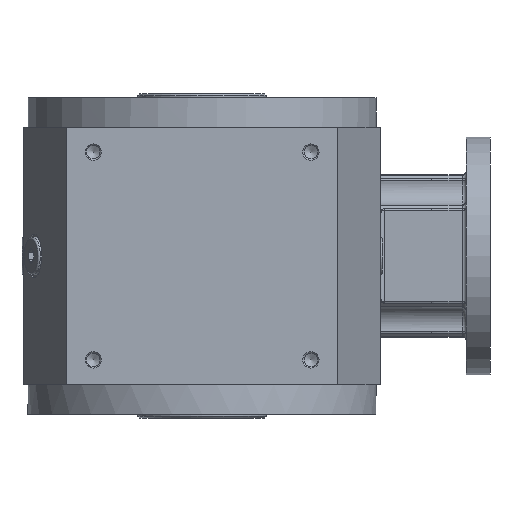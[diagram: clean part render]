
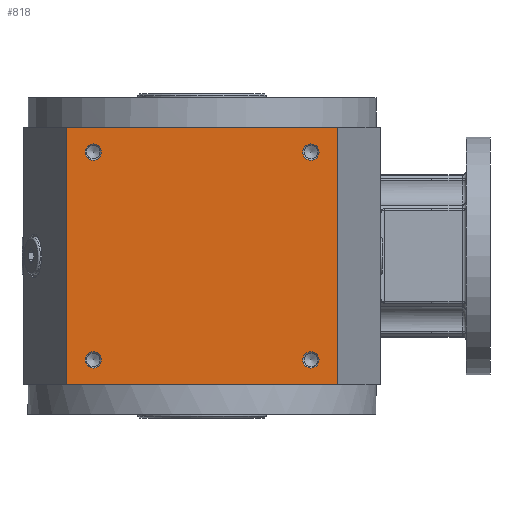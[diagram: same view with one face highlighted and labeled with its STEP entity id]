
A CAD part, front view. The second image highlights one B-rep face of the part: STEP entity #818.
In plain terms, the highlighted planar face has unit normal (0, -1, 0).
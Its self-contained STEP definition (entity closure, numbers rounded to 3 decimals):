
#818 = ADVANCED_FACE( '', ( #2373, #2374, #2375, #2376, #2377 ), #2378, .T. );
#2373 = FACE_OUTER_BOUND( '', #5125, .T. );
#2374 = FACE_BOUND( '', #5126, .T. );
#2375 = FACE_BOUND( '', #5127, .T. );
#2376 = FACE_BOUND( '', #5128, .T. );
#2377 = FACE_BOUND( '', #5129, .T. );
#2378 = PLANE( '', #5130 );
#5125 = EDGE_LOOP( '', ( #14548, #14549, #14550, #14551 ) );
#5126 = EDGE_LOOP( '', ( #14552 ) );
#5127 = EDGE_LOOP( '', ( #14553 ) );
#5128 = EDGE_LOOP( '', ( #14554 ) );
#5129 = EDGE_LOOP( '', ( #14555 ) );
#5130 = AXIS2_PLACEMENT_3D( '', #14556, #14557, #14558 );
#14548 = ORIENTED_EDGE( '', *, *, #20252, .F. );
#14549 = ORIENTED_EDGE( '', *, *, #20253, .T. );
#14550 = ORIENTED_EDGE( '', *, *, #20254, .T. );
#14551 = ORIENTED_EDGE( '', *, *, #20255, .F. );
#14552 = ORIENTED_EDGE( '', *, *, #20256, .F. );
#14553 = ORIENTED_EDGE( '', *, *, #20257, .F. );
#14554 = ORIENTED_EDGE( '', *, *, #20258, .F. );
#14555 = ORIENTED_EDGE( '', *, *, #20259, .F. );
#14556 = CARTESIAN_POINT( '', ( -9.549, -89.583, 117. ) );
#14557 = DIRECTION( '', ( 0., -1., 0. ) );
#14558 = DIRECTION( '', ( 0., 0., -1. ) );
#20252 = EDGE_CURVE( '', #22434, #22435, #22436, .T. );
#20253 = EDGE_CURVE( '', #22434, #22437, #22438, .T. );
#20254 = EDGE_CURVE( '', #22437, #22439, #22440, .T. );
#20255 = EDGE_CURVE( '', #22435, #22439, #22441, .T. );
#20256 = EDGE_CURVE( '', #22442, #22442, #22443, .T. );
#20257 = EDGE_CURVE( '', #22444, #22444, #22445, .T. );
#20258 = EDGE_CURVE( '', #22446, #22446, #22447, .T. );
#20259 = EDGE_CURVE( '', #22448, #22448, #22449, .T. );
#22434 = VERTEX_POINT( '', #26362 );
#22435 = VERTEX_POINT( '', #26363 );
#22436 = LINE( '', #26364, #26365 );
#22437 = VERTEX_POINT( '', #26366 );
#22438 = LINE( '', #26367, #26368 );
#22439 = VERTEX_POINT( '', #26369 );
#22440 = LINE( '', #26370, #26371 );
#22441 = LINE( '', #26372, #26373 );
#22442 = VERTEX_POINT( '', #26374 );
#22443 = CIRCLE( '', #26375, 4.1 );
#22444 = VERTEX_POINT( '', #26376 );
#22445 = CIRCLE( '', #26377, 4.1 );
#22446 = VERTEX_POINT( '', #26378 );
#22447 = CIRCLE( '', #26379, 4.1 );
#22448 = VERTEX_POINT( '', #26380 );
#22449 = CIRCLE( '', #26381, 4.1 );
#26362 = CARTESIAN_POINT( '', ( -9.549, -89.583, 117. ) );
#26363 = CARTESIAN_POINT( '', ( 127.502, -89.583, 117. ) );
#26364 = CARTESIAN_POINT( '', ( 58.976, -89.583, 117. ) );
#26365 = VECTOR( '', #40248, 1000. );
#26366 = CARTESIAN_POINT( '', ( -9.549, -89.583, -13. ) );
#26367 = CARTESIAN_POINT( '', ( -9.549, -89.583, 117. ) );
#26368 = VECTOR( '', #40249, 1000. );
#26369 = CARTESIAN_POINT( '', ( 127.502, -89.583, -13. ) );
#26370 = CARTESIAN_POINT( '', ( 58.976, -89.583, -13. ) );
#26371 = VECTOR( '', #40250, 1000. );
#26372 = CARTESIAN_POINT( '', ( 127.502, -89.583, 117. ) );
#26373 = VECTOR( '', #40251, 1000. );
#26374 = CARTESIAN_POINT( '', ( 109.876, -89.583, -0.5 ) );
#26375 = AXIS2_PLACEMENT_3D( '', #40252, #40253, #40254 );
#26376 = CARTESIAN_POINT( '', ( -0.124, -89.583, 104.5 ) );
#26377 = AXIS2_PLACEMENT_3D( '', #40255, #40256, #40257 );
#26378 = CARTESIAN_POINT( '', ( -0.124, -89.583, -0.5 ) );
#26379 = AXIS2_PLACEMENT_3D( '', #40258, #40259, #40260 );
#26380 = CARTESIAN_POINT( '', ( 109.876, -89.583, 104.5 ) );
#26381 = AXIS2_PLACEMENT_3D( '', #40261, #40262, #40263 );
#40248 = DIRECTION( '', ( 1., 0., 0. ) );
#40249 = DIRECTION( '', ( 0., 0., -1. ) );
#40250 = DIRECTION( '', ( 1., 0., 0. ) );
#40251 = DIRECTION( '', ( 0., 0., -1. ) );
#40252 = CARTESIAN_POINT( '', ( 113.976, -89.583, -0.5 ) );
#40253 = DIRECTION( '', ( 0., -1., 0. ) );
#40254 = DIRECTION( '', ( -1., 0., 0. ) );
#40255 = CARTESIAN_POINT( '', ( 3.976, -89.583, 104.5 ) );
#40256 = DIRECTION( '', ( 0., -1., 0. ) );
#40257 = DIRECTION( '', ( -1., 0., 0. ) );
#40258 = CARTESIAN_POINT( '', ( 3.976, -89.583, -0.5 ) );
#40259 = DIRECTION( '', ( 0., -1., 0. ) );
#40260 = DIRECTION( '', ( -1., 0., 0. ) );
#40261 = CARTESIAN_POINT( '', ( 113.976, -89.583, 104.5 ) );
#40262 = DIRECTION( '', ( 0., -1., 0. ) );
#40263 = DIRECTION( '', ( -1., 0., 0. ) );
